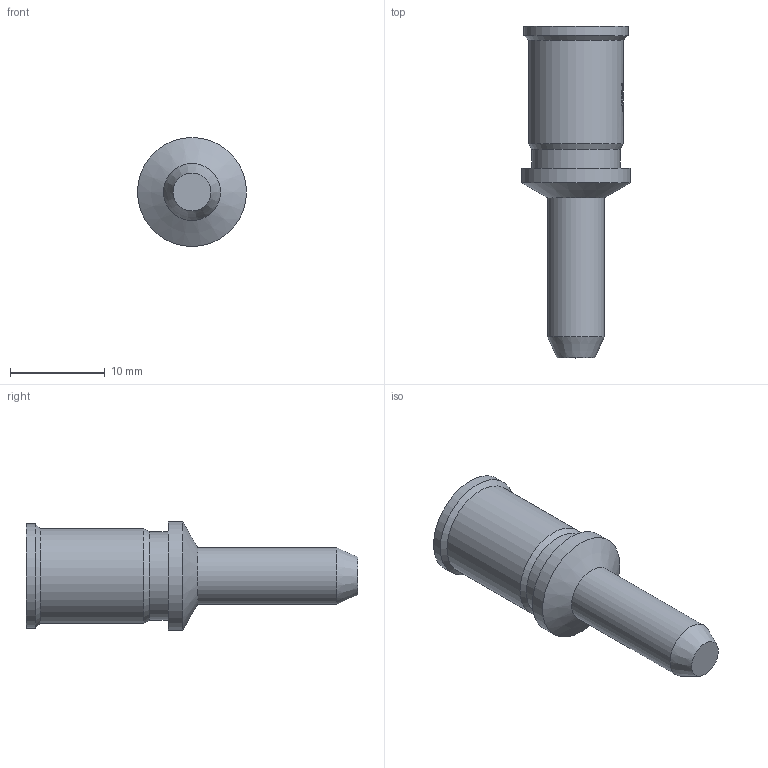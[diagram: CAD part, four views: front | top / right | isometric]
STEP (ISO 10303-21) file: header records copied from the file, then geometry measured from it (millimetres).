
FILE_DESCRIPTION(/* description */ (''),/* implementation_level */ '2;1');
FILE_NAME(/* name */ '100198475ugm000_b.stp',/* time_stamp */ '2017-11-03T16:15:37+01:00',/* author */ (''),/* organization */ (''),/* preprocessor_version */ 'ST-DEVELOPER v16',/* originating_system */ 'SIEMENS PLM Software NX 10.0',/* authorisation */ '');
FILE_SCHEMA (('AUTOMOTIVE_DESIGN { 1 0 10303 214 3 1 1 1 }'));
Length unit declared in the file: millimetre
Products named in the file (1): 100198475ugm000_b
Bounding box: 11.5 x 35 x 11.5 mm (x, y, z)
Surface area: 1424.3 mm2 (no closed solid volume)
Topology: 0 solids, 1 shells, 120 faces, 324 edges, 215 vertices
Faces by surface type: plane 81, cylinder 26, bspline 9, cone 4
Full cylindrical faces by diameter (mm): 0.226 x1, 0.296 x1, 6 x1, 7 x1, 9.3 x1, 10 x1, 11 x1, 11.5 x1
Entity records: 4206 total; most frequent: CARTESIAN_POINT 1075, DIRECTION 621, ORIENTED_EDGE 600, EDGE_CURVE 300, AXIS2_PLACEMENT_3D 237, VERTEX_POINT 212, EDGE_LOOP 148, LINE 147
